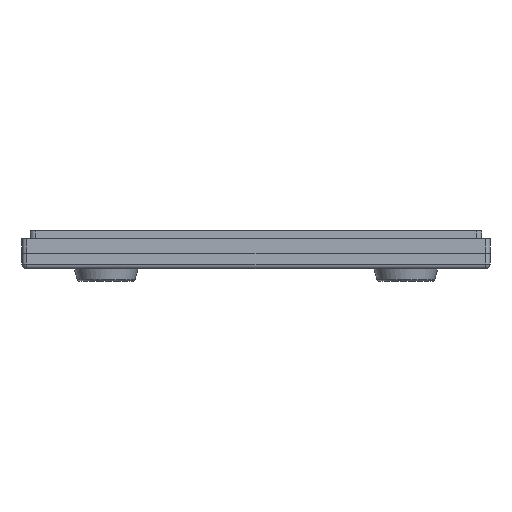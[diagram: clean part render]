
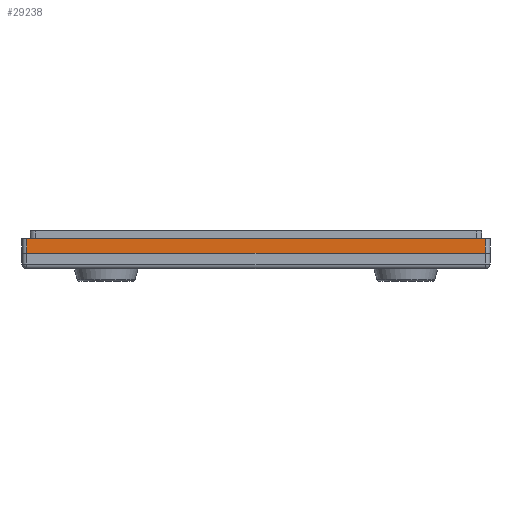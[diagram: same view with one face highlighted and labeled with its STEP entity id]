
A CAD part, front view. The second image highlights one B-rep face of the part: STEP entity #29238.
In plain terms, the highlighted planar face has unit normal (0, -1, 0).
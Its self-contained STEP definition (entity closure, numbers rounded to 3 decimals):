
#10216 = PLANE('',#10217);
#10217 = AXIS2_PLACEMENT_3D('',#10218,#10219,#10220);
#10218 = CARTESIAN_POINT('',(47.85,-66.9,0.));
#10219 = DIRECTION('',(0.,-1.,0.));
#10220 = DIRECTION('',(-1.,0.,0.));
#26572 = EDGE_CURVE('',#26573,#26575,#26577,.T.);
#26573 = VERTEX_POINT('',#26574);
#26574 = CARTESIAN_POINT('',(46.85,-66.9,3.2));
#26575 = VERTEX_POINT('',#26576);
#26576 = CARTESIAN_POINT('',(-46.85,-66.9,3.2));
#26577 = SURFACE_CURVE('',#26578,(#26582,#26589),.PCURVE_S1.);
#26578 = LINE('',#26579,#26580);
#26579 = CARTESIAN_POINT('',(47.85,-66.9,3.2));
#26580 = VECTOR('',#26581,1.);
#26581 = DIRECTION('',(-1.,0.,0.));
#26582 = PCURVE('',#10216,#26583);
#26583 = DEFINITIONAL_REPRESENTATION('',(#26584),#26588);
#26584 = LINE('',#26585,#26586);
#26585 = CARTESIAN_POINT('',(0.,-3.2));
#26586 = VECTOR('',#26587,1.);
#26587 = DIRECTION('',(1.,0.));
#26588 = ( GEOMETRIC_REPRESENTATION_CONTEXT(2) 
PARAMETRIC_REPRESENTATION_CONTEXT() REPRESENTATION_CONTEXT('2D SPACE',''
  ) );
#26589 = PCURVE('',#26590,#26595);
#26590 = PLANE('',#26591);
#26591 = AXIS2_PLACEMENT_3D('',#26592,#26593,#26594);
#26592 = CARTESIAN_POINT('',(47.85,-66.9,3.2));
#26593 = DIRECTION('',(0.,-1.,0.));
#26594 = DIRECTION('',(-1.,0.,0.));
#26595 = DEFINITIONAL_REPRESENTATION('',(#26596),#26600);
#26596 = LINE('',#26597,#26598);
#26597 = CARTESIAN_POINT('',(0.,-0.));
#26598 = VECTOR('',#26599,1.);
#26599 = DIRECTION('',(1.,0.));
#26600 = ( GEOMETRIC_REPRESENTATION_CONTEXT(2) 
PARAMETRIC_REPRESENTATION_CONTEXT() REPRESENTATION_CONTEXT('2D SPACE',''
  ) );
#28864 = PLANE('',#28865);
#28865 = AXIS2_PLACEMENT_3D('',#28866,#28867,#28868);
#28866 = CARTESIAN_POINT('',(0.,0.,6.2));
#28867 = DIRECTION('',(0.,0.,1.));
#28868 = DIRECTION('',(1.,0.,0.));
#29055 = CYLINDRICAL_SURFACE('',#29056,1.);
#29056 = AXIS2_PLACEMENT_3D('',#29057,#29058,#29059);
#29057 = CARTESIAN_POINT('',(-46.85,-65.9,3.2));
#29058 = DIRECTION('',(0.,0.,1.));
#29059 = DIRECTION('',(-1.,0.,0.));
#29201 = CYLINDRICAL_SURFACE('',#29202,1.);
#29202 = AXIS2_PLACEMENT_3D('',#29203,#29204,#29205);
#29203 = CARTESIAN_POINT('',(46.85,-65.9,3.2));
#29204 = DIRECTION('',(0.,0.,1.));
#29205 = DIRECTION('',(0.,-1.,0.));
#29238 = ADVANCED_FACE('',(#29239),#26590,.T.);
#29239 = FACE_BOUND('',#29240,.T.);
#29240 = EDGE_LOOP('',(#29241,#29242,#29265,#29288));
#29241 = ORIENTED_EDGE('',*,*,#26572,.F.);
#29242 = ORIENTED_EDGE('',*,*,#29243,.T.);
#29243 = EDGE_CURVE('',#26573,#29244,#29246,.T.);
#29244 = VERTEX_POINT('',#29245);
#29245 = CARTESIAN_POINT('',(46.85,-66.9,6.2));
#29246 = SURFACE_CURVE('',#29247,(#29251,#29258),.PCURVE_S1.);
#29247 = LINE('',#29248,#29249);
#29248 = CARTESIAN_POINT('',(46.85,-66.9,3.2));
#29249 = VECTOR('',#29250,1.);
#29250 = DIRECTION('',(0.,0.,1.));
#29251 = PCURVE('',#26590,#29252);
#29252 = DEFINITIONAL_REPRESENTATION('',(#29253),#29257);
#29253 = LINE('',#29254,#29255);
#29254 = CARTESIAN_POINT('',(1.,0.));
#29255 = VECTOR('',#29256,1.);
#29256 = DIRECTION('',(0.,-1.));
#29257 = ( GEOMETRIC_REPRESENTATION_CONTEXT(2) 
PARAMETRIC_REPRESENTATION_CONTEXT() REPRESENTATION_CONTEXT('2D SPACE',''
  ) );
#29258 = PCURVE('',#29201,#29259);
#29259 = DEFINITIONAL_REPRESENTATION('',(#29260),#29264);
#29260 = LINE('',#29261,#29262);
#29261 = CARTESIAN_POINT('',(0.,0.));
#29262 = VECTOR('',#29263,1.);
#29263 = DIRECTION('',(0.,1.));
#29264 = ( GEOMETRIC_REPRESENTATION_CONTEXT(2) 
PARAMETRIC_REPRESENTATION_CONTEXT() REPRESENTATION_CONTEXT('2D SPACE',''
  ) );
#29265 = ORIENTED_EDGE('',*,*,#29266,.T.);
#29266 = EDGE_CURVE('',#29244,#29267,#29269,.T.);
#29267 = VERTEX_POINT('',#29268);
#29268 = CARTESIAN_POINT('',(-46.85,-66.9,6.2));
#29269 = SURFACE_CURVE('',#29270,(#29274,#29281),.PCURVE_S1.);
#29270 = LINE('',#29271,#29272);
#29271 = CARTESIAN_POINT('',(47.85,-66.9,6.2));
#29272 = VECTOR('',#29273,1.);
#29273 = DIRECTION('',(-1.,0.,0.));
#29274 = PCURVE('',#26590,#29275);
#29275 = DEFINITIONAL_REPRESENTATION('',(#29276),#29280);
#29276 = LINE('',#29277,#29278);
#29277 = CARTESIAN_POINT('',(0.,-3.));
#29278 = VECTOR('',#29279,1.);
#29279 = DIRECTION('',(1.,0.));
#29280 = ( GEOMETRIC_REPRESENTATION_CONTEXT(2) 
PARAMETRIC_REPRESENTATION_CONTEXT() REPRESENTATION_CONTEXT('2D SPACE',''
  ) );
#29281 = PCURVE('',#28864,#29282);
#29282 = DEFINITIONAL_REPRESENTATION('',(#29283),#29287);
#29283 = LINE('',#29284,#29285);
#29284 = CARTESIAN_POINT('',(47.85,-66.9));
#29285 = VECTOR('',#29286,1.);
#29286 = DIRECTION('',(-1.,-0.));
#29287 = ( GEOMETRIC_REPRESENTATION_CONTEXT(2) 
PARAMETRIC_REPRESENTATION_CONTEXT() REPRESENTATION_CONTEXT('2D SPACE',''
  ) );
#29288 = ORIENTED_EDGE('',*,*,#29289,.F.);
#29289 = EDGE_CURVE('',#26575,#29267,#29290,.T.);
#29290 = SURFACE_CURVE('',#29291,(#29295,#29302),.PCURVE_S1.);
#29291 = LINE('',#29292,#29293);
#29292 = CARTESIAN_POINT('',(-46.85,-66.9,3.2));
#29293 = VECTOR('',#29294,1.);
#29294 = DIRECTION('',(0.,0.,1.));
#29295 = PCURVE('',#26590,#29296);
#29296 = DEFINITIONAL_REPRESENTATION('',(#29297),#29301);
#29297 = LINE('',#29298,#29299);
#29298 = CARTESIAN_POINT('',(94.7,0.));
#29299 = VECTOR('',#29300,1.);
#29300 = DIRECTION('',(0.,-1.));
#29301 = ( GEOMETRIC_REPRESENTATION_CONTEXT(2) 
PARAMETRIC_REPRESENTATION_CONTEXT() REPRESENTATION_CONTEXT('2D SPACE',''
  ) );
#29302 = PCURVE('',#29055,#29303);
#29303 = DEFINITIONAL_REPRESENTATION('',(#29304),#29308);
#29304 = LINE('',#29305,#29306);
#29305 = CARTESIAN_POINT('',(1.571,0.));
#29306 = VECTOR('',#29307,1.);
#29307 = DIRECTION('',(0.,1.));
#29308 = ( GEOMETRIC_REPRESENTATION_CONTEXT(2) 
PARAMETRIC_REPRESENTATION_CONTEXT() REPRESENTATION_CONTEXT('2D SPACE',''
  ) );
